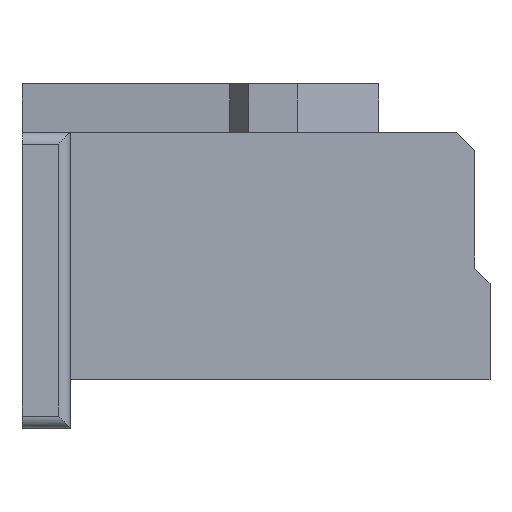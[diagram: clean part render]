
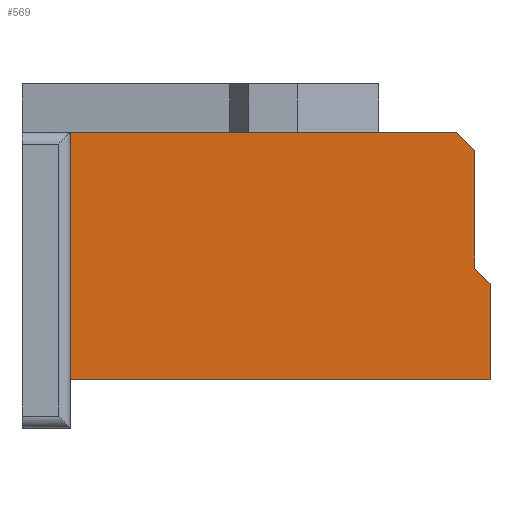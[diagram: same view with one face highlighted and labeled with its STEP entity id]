
A CAD part, left-side view. The second image highlights one B-rep face of the part: STEP entity #569.
In plain terms, the highlighted planar face has unit normal (-1, 0, 0).
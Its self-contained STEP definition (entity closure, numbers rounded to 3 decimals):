
#42 = VERTEX_POINT ( 'NONE', #791 ) ;
#79 = ORIENTED_EDGE ( 'NONE', *, *, #619, .F. ) ;
#132 = ORIENTED_EDGE ( 'NONE', *, *, #1407, .F. ) ;
#137 = VERTEX_POINT ( 'NONE', #456 ) ;
#172 = PLANE ( 'NONE',  #334 ) ;
#186 = CARTESIAN_POINT ( 'NONE',  ( -5.35, 6.95, 2.05 ) ) ;
#213 = CARTESIAN_POINT ( 'NONE',  ( -5.35, 0., -0.45 ) ) ;
#215 = LINE ( 'NONE', #2085, #2100 ) ;
#256 = DIRECTION ( 'NONE',  ( 0., 1., 0. ) ) ;
#266 = CARTESIAN_POINT ( 'NONE',  ( -5.35, 6.95, 2.05 ) ) ;
#276 = EDGE_CURVE ( 'NONE', #562, #42, #1561, .T. ) ;
#316 = LINE ( 'NONE', #1903, #424 ) ;
#334 = AXIS2_PLACEMENT_3D ( 'NONE', #340, #356, #1795 ) ;
#340 = CARTESIAN_POINT ( 'NONE',  ( -5.35, 0., 0. ) ) ;
#344 = CARTESIAN_POINT ( 'NONE',  ( -5.35, 0., -0.45 ) ) ;
#356 = DIRECTION ( 'NONE',  ( 1., 0., 0. ) ) ;
#393 = LINE ( 'NONE', #1567, #1260 ) ;
#398 = VECTOR ( 'NONE', #1938, 1000. ) ;
#424 = VECTOR ( 'NONE', #2249, 1000. ) ;
#431 = ORIENTED_EDGE ( 'NONE', *, *, #276, .F. ) ;
#456 = CARTESIAN_POINT ( 'NONE',  ( -5.35, 0.55, 2.05 ) ) ;
#463 = ORIENTED_EDGE ( 'NONE', *, *, #1945, .F. ) ;
#562 = VERTEX_POINT ( 'NONE', #1231 ) ;
#563 = ORIENTED_EDGE ( 'NONE', *, *, #2118, .F. ) ;
#569 = ADVANCED_FACE ( 'NONE', ( #2015 ), #172, .F. ) ;
#619 = EDGE_CURVE ( 'NONE', #1121, #137, #949, .T. ) ;
#791 = CARTESIAN_POINT ( 'NONE',  ( -5.35, 0.25, -0.2 ) ) ;
#949 = LINE ( 'NONE', #186, #1112 ) ;
#1029 = DIRECTION ( 'NONE',  ( 0., 0., 1. ) ) ;
#1072 = VERTEX_POINT ( 'NONE', #2024 ) ;
#1112 = VECTOR ( 'NONE', #1409, 1000. ) ;
#1121 = VERTEX_POINT ( 'NONE', #266 ) ;
#1167 = VECTOR ( 'NONE', #2211, 1000. ) ;
#1227 = EDGE_LOOP ( 'NONE', ( #1636, #463, #2111, #132, #431, #563, #79 ) ) ;
#1231 = CARTESIAN_POINT ( 'NONE',  ( -5.35, 0.25, 1.75 ) ) ;
#1260 = VECTOR ( 'NONE', #2283, 1000. ) ;
#1327 = CARTESIAN_POINT ( 'NONE',  ( -5.35, 0.25, 1.75 ) ) ;
#1407 = EDGE_CURVE ( 'NONE', #42, #2282, #393, .T. ) ;
#1409 = DIRECTION ( 'NONE',  ( 0., -1., 0. ) ) ;
#1430 = LINE ( 'NONE', #213, #398 ) ;
#1529 = VERTEX_POINT ( 'NONE', #2139 ) ;
#1561 = LINE ( 'NONE', #1327, #1167 ) ;
#1567 = CARTESIAN_POINT ( 'NONE',  ( -5.35, 0.25, -0.2 ) ) ;
#1636 = ORIENTED_EDGE ( 'NONE', *, *, #2107, .F. ) ;
#1737 = LINE ( 'NONE', #1998, #1789 ) ;
#1789 = VECTOR ( 'NONE', #256, 1000. ) ;
#1795 = DIRECTION ( 'NONE',  ( 0., 0., -1. ) ) ;
#1903 = CARTESIAN_POINT ( 'NONE',  ( -5.35, 0.55, 2.05 ) ) ;
#1938 = DIRECTION ( 'NONE',  ( 0., 0., -1. ) ) ;
#1945 = EDGE_CURVE ( 'NONE', #1072, #1529, #1737, .T. ) ;
#1998 = CARTESIAN_POINT ( 'NONE',  ( -5.35, 0., -2.05 ) ) ;
#2015 = FACE_OUTER_BOUND ( 'NONE', #1227, .T. ) ;
#2024 = CARTESIAN_POINT ( 'NONE',  ( -5.35, 0., -2.05 ) ) ;
#2085 = CARTESIAN_POINT ( 'NONE',  ( -5.35, 6.95, 0. ) ) ;
#2100 = VECTOR ( 'NONE', #1029, 1000. ) ;
#2107 = EDGE_CURVE ( 'NONE', #1529, #1121, #215, .T. ) ;
#2111 = ORIENTED_EDGE ( 'NONE', *, *, #2182, .F. ) ;
#2118 = EDGE_CURVE ( 'NONE', #137, #562, #316, .T. ) ;
#2139 = CARTESIAN_POINT ( 'NONE',  ( -5.35, 6.95, -2.05 ) ) ;
#2182 = EDGE_CURVE ( 'NONE', #2282, #1072, #1430, .T. ) ;
#2211 = DIRECTION ( 'NONE',  ( 0., 0., -1. ) ) ;
#2249 = DIRECTION ( 'NONE',  ( 0., -0.707, -0.707 ) ) ;
#2282 = VERTEX_POINT ( 'NONE', #344 ) ;
#2283 = DIRECTION ( 'NONE',  ( 0., -0.707, -0.707 ) ) ;
